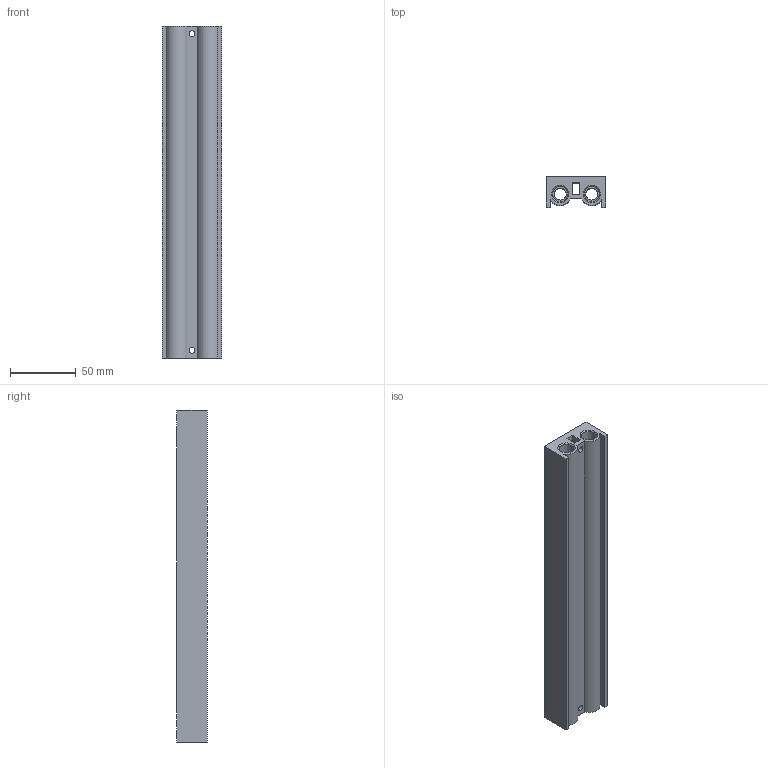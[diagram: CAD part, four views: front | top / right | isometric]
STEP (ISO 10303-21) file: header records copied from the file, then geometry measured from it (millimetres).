
FILE_DESCRIPTION (( 'STEP AP214' ), '1' );
FILE_NAME ('EMC-V32-10.STEP', '2020-04-02T08:35:22', ( '' ), ( '' ), 'SwSTEP 2.0', 'SolidWorks 2020', '' );
FILE_SCHEMA (( 'AUTOMOTIVE_DESIGN' ));
Length unit declared in the file: millimetre
Products named in the file (1): EMC-V32-10
Bounding box: 45 x 23.5 x 253 mm (x, y, z)
Volume: 167897.2 mm3; surface area: 68425.2 mm2
Topology: 1 solids, 1 shells, 228 faces, 558 edges, 356 vertices
Faces by surface type: cylinder 102, plane 78, cone 48
Entity records: 8222 total; most frequent: CARTESIAN_POINT 2633, DIRECTION 1188, ORIENTED_EDGE 1116, EDGE_CURVE 558, AXIS2_PLACEMENT_3D 481, VERTEX_POINT 356, EDGE_LOOP 306, CIRCLE 252
